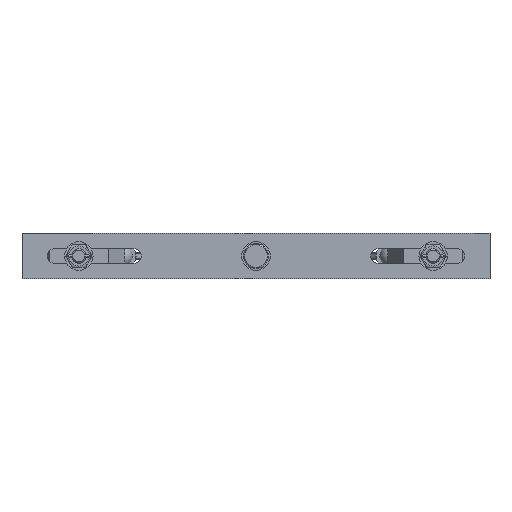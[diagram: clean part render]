
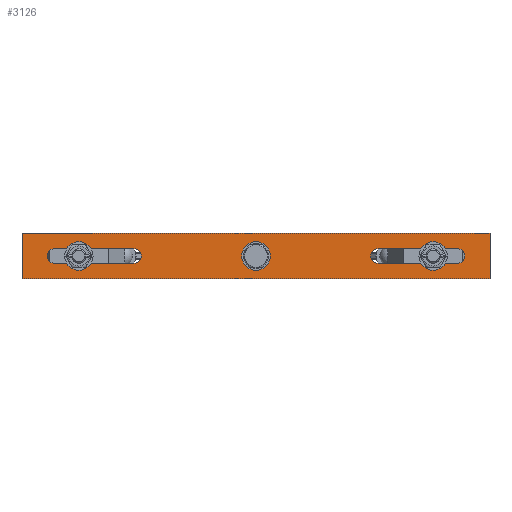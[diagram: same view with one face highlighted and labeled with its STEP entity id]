
A CAD part, front view. The second image highlights one B-rep face of the part: STEP entity #3126.
In plain terms, the highlighted planar face has unit normal (0, -1, 0).
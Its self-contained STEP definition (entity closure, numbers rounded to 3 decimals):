
#423 = CARTESIAN_POINT ( 'NONE',  ( 197.5, -19.05, -19.05 ) ) ;
#3043 = EDGE_LOOP ( 'NONE', ( #71745, #107107, #19076, #32595 ) ) ;
#3126 = ADVANCED_FACE ( 'NONE', ( #41794, #89797, #56408, #44702 ), #64739, .F. ) ;
#4343 = DIRECTION ( 'NONE',  ( 0., 1., 0. ) ) ;
#4356 = VERTEX_POINT ( 'NONE', #99251 ) ;
#4566 = DIRECTION ( 'NONE',  ( 0., 0., -1. ) ) ;
#4792 = AXIS2_PLACEMENT_3D ( 'NONE', #35285, #72590, #92050 ) ;
#6352 = CARTESIAN_POINT ( 'NONE',  ( 170., -19.05, -6.25 ) ) ;
#7201 = VECTOR ( 'NONE', #54150, 1000. ) ;
#10554 = CIRCLE ( 'NONE', #61093, 6.25 ) ;
#12105 = ORIENTED_EDGE ( 'NONE', *, *, #50093, .T. ) ;
#12119 = CARTESIAN_POINT ( 'NONE',  ( 0., -19.05, -6.25 ) ) ;
#12259 = LINE ( 'NONE', #98499, #112556 ) ;
#12429 = DIRECTION ( 'NONE',  ( 0., 1., 0. ) ) ;
#13005 = CARTESIAN_POINT ( 'NONE',  ( 170., -19.05, 6.25 ) ) ;
#13217 = DIRECTION ( 'NONE',  ( 0., 0., 1. ) ) ;
#13601 = DIRECTION ( 'NONE',  ( 0., 0., 1. ) ) ;
#15106 = EDGE_CURVE ( 'NONE', #120113, #55965, #24085, .T. ) ;
#15505 = EDGE_CURVE ( 'NONE', #4356, #118114, #90956, .T. ) ;
#17645 = DIRECTION ( 'NONE',  ( 0., 0., 1. ) ) ;
#19076 = ORIENTED_EDGE ( 'NONE', *, *, #15106, .F. ) ;
#22795 = CARTESIAN_POINT ( 'NONE',  ( -197.5, -19.05, 19.05 ) ) ;
#24085 = LINE ( 'NONE', #55595, #27121 ) ;
#25110 = EDGE_CURVE ( 'NONE', #38574, #4356, #31171, .T. ) ;
#25444 = DIRECTION ( 'NONE',  ( 0., 0., 1. ) ) ;
#26407 = VERTEX_POINT ( 'NONE', #6352 ) ;
#27121 = VECTOR ( 'NONE', #101425, 1000. ) ;
#28620 = VECTOR ( 'NONE', #104826, 1000. ) ;
#31171 = LINE ( 'NONE', #118287, #81944 ) ;
#31197 = CIRCLE ( 'NONE', #113028, 6.25 ) ;
#32595 = ORIENTED_EDGE ( 'NONE', *, *, #50392, .T. ) ;
#33070 = CIRCLE ( 'NONE', #4792, 6.25 ) ;
#35285 = CARTESIAN_POINT ( 'NONE',  ( 0., -19.05, 0. ) ) ;
#36378 = VECTOR ( 'NONE', #4566, 1000. ) ;
#37397 = CARTESIAN_POINT ( 'NONE',  ( 197.5, -19.05, 19.05 ) ) ;
#38021 = EDGE_LOOP ( 'NONE', ( #57662, #67930 ) ) ;
#38171 = ORIENTED_EDGE ( 'NONE', *, *, #25110, .T. ) ;
#38318 = CARTESIAN_POINT ( 'NONE',  ( 197.5, -19.05, 19.05 ) ) ;
#38574 = VERTEX_POINT ( 'NONE', #107715 ) ;
#39516 = CARTESIAN_POINT ( 'NONE',  ( -103., -19.05, -6.25 ) ) ;
#41387 = VECTOR ( 'NONE', #119150, 1000. ) ;
#41587 = AXIS2_PLACEMENT_3D ( 'NONE', #119497, #63945, #17645 ) ;
#41794 = FACE_BOUND ( 'NONE', #97424, .T. ) ;
#43244 = CARTESIAN_POINT ( 'NONE',  ( 103., -19.05, 6.25 ) ) ;
#43818 = VERTEX_POINT ( 'NONE', #13005 ) ;
#44702 = FACE_OUTER_BOUND ( 'NONE', #3043, .T. ) ;
#46560 = VERTEX_POINT ( 'NONE', #74974 ) ;
#49816 = EDGE_CURVE ( 'NONE', #51721, #46560, #33070, .T. ) ;
#50093 = EDGE_CURVE ( 'NONE', #93235, #38574, #80946, .T. ) ;
#50392 = EDGE_CURVE ( 'NONE', #120113, #66158, #51845, .T. ) ;
#51721 = VERTEX_POINT ( 'NONE', #12119 ) ;
#51845 = LINE ( 'NONE', #38318, #28620 ) ;
#53010 = ORIENTED_EDGE ( 'NONE', *, *, #84797, .T. ) ;
#53387 = EDGE_CURVE ( 'NONE', #46560, #51721, #31197, .T. ) ;
#54150 = DIRECTION ( 'NONE',  ( 1., 0., 0. ) ) ;
#54786 = DIRECTION ( 'NONE',  ( 0., 1., 0. ) ) ;
#55595 = CARTESIAN_POINT ( 'NONE',  ( 197.5, -19.05, 19.05 ) ) ;
#55965 = VERTEX_POINT ( 'NONE', #423 ) ;
#56206 = CARTESIAN_POINT ( 'NONE',  ( -197.5, -19.05, 19.05 ) ) ;
#56408 = FACE_BOUND ( 'NONE', #38021, .T. ) ;
#56651 = CARTESIAN_POINT ( 'NONE',  ( 197.5, -19.05, 19.05 ) ) ;
#57662 = ORIENTED_EDGE ( 'NONE', *, *, #53387, .T. ) ;
#60915 = LINE ( 'NONE', #110514, #7201 ) ;
#61093 = AXIS2_PLACEMENT_3D ( 'NONE', #110744, #54786, #81578 ) ;
#61483 = CARTESIAN_POINT ( 'NONE',  ( -170., -19.05, -6.25 ) ) ;
#63507 = CARTESIAN_POINT ( 'NONE',  ( -197.5, -19.05, -19.05 ) ) ;
#63945 = DIRECTION ( 'NONE',  ( 0., 1., 0. ) ) ;
#64341 = EDGE_CURVE ( 'NONE', #55965, #74075, #84934, .T. ) ;
#64739 = PLANE ( 'NONE',  #85347 ) ;
#64853 = CARTESIAN_POINT ( 'NONE',  ( 103., -19.05, -6.25 ) ) ;
#66001 = ORIENTED_EDGE ( 'NONE', *, *, #105188, .T. ) ;
#66158 = VERTEX_POINT ( 'NONE', #56206 ) ;
#67008 = CIRCLE ( 'NONE', #71061, 6.25 ) ;
#67261 = VERTEX_POINT ( 'NONE', #43244 ) ;
#67930 = ORIENTED_EDGE ( 'NONE', *, *, #49816, .T. ) ;
#68057 = CARTESIAN_POINT ( 'NONE',  ( -170., -19.05, 0. ) ) ;
#68853 = EDGE_CURVE ( 'NONE', #66158, #74075, #72666, .T. ) ;
#71061 = AXIS2_PLACEMENT_3D ( 'NONE', #107349, #4343, #13601 ) ;
#71745 = ORIENTED_EDGE ( 'NONE', *, *, #68853, .T. ) ;
#72590 = DIRECTION ( 'NONE',  ( 0., 1., 0. ) ) ;
#72666 = LINE ( 'NONE', #22795, #36378 ) ;
#73202 = ORIENTED_EDGE ( 'NONE', *, *, #100309, .T. ) ;
#73313 = EDGE_LOOP ( 'NONE', ( #66001, #12105, #38171, #115482 ) ) ;
#73826 = EDGE_CURVE ( 'NONE', #43818, #26407, #67008, .T. ) ;
#74062 = DIRECTION ( 'NONE',  ( 0., 0., 1. ) ) ;
#74075 = VERTEX_POINT ( 'NONE', #63507 ) ;
#74974 = CARTESIAN_POINT ( 'NONE',  ( 0., -19.05, 6.25 ) ) ;
#76522 = VERTEX_POINT ( 'NONE', #103835 ) ;
#80946 = CIRCLE ( 'NONE', #102705, 6.25 ) ;
#81578 = DIRECTION ( 'NONE',  ( 0., 0., 1. ) ) ;
#81944 = VECTOR ( 'NONE', #90722, 1000. ) ;
#82082 = ORIENTED_EDGE ( 'NONE', *, *, #96556, .T. ) ;
#82282 = CARTESIAN_POINT ( 'NONE',  ( 197.5, -19.05, -19.05 ) ) ;
#84797 = EDGE_CURVE ( 'NONE', #76522, #67261, #10554, .T. ) ;
#84934 = LINE ( 'NONE', #82282, #41387 ) ;
#85347 = AXIS2_PLACEMENT_3D ( 'NONE', #56651, #92726, #74062 ) ;
#86035 = VECTOR ( 'NONE', #110320, 1000. ) ;
#88950 = LINE ( 'NONE', #64853, #86035 ) ;
#89797 = FACE_BOUND ( 'NONE', #73313, .T. ) ;
#90722 = DIRECTION ( 'NONE',  ( 1., 0., 0. ) ) ;
#90798 = CARTESIAN_POINT ( 'NONE',  ( 0., -19.05, 0. ) ) ;
#90956 = CIRCLE ( 'NONE', #41587, 6.25 ) ;
#92050 = DIRECTION ( 'NONE',  ( 0., 0., 1. ) ) ;
#92726 = DIRECTION ( 'NONE',  ( 0., 1., 0. ) ) ;
#93235 = VERTEX_POINT ( 'NONE', #61483 ) ;
#96556 = EDGE_CURVE ( 'NONE', #26407, #76522, #88950, .T. ) ;
#97424 = EDGE_LOOP ( 'NONE', ( #107644, #82082, #53010, #73202 ) ) ;
#98499 = CARTESIAN_POINT ( 'NONE',  ( -103., -19.05, -6.25 ) ) ;
#98893 = DIRECTION ( 'NONE',  ( -1., 0., 0. ) ) ;
#99251 = CARTESIAN_POINT ( 'NONE',  ( -103., -19.05, 6.25 ) ) ;
#100309 = EDGE_CURVE ( 'NONE', #67261, #43818, #60915, .T. ) ;
#101425 = DIRECTION ( 'NONE',  ( 0., 0., -1. ) ) ;
#102705 = AXIS2_PLACEMENT_3D ( 'NONE', #68057, #12429, #13217 ) ;
#103835 = CARTESIAN_POINT ( 'NONE',  ( 103., -19.05, -6.25 ) ) ;
#104826 = DIRECTION ( 'NONE',  ( -1., 0., 0. ) ) ;
#105188 = EDGE_CURVE ( 'NONE', #118114, #93235, #12259, .T. ) ;
#107107 = ORIENTED_EDGE ( 'NONE', *, *, #64341, .F. ) ;
#107349 = CARTESIAN_POINT ( 'NONE',  ( 170., -19.05, 0. ) ) ;
#107644 = ORIENTED_EDGE ( 'NONE', *, *, #73826, .T. ) ;
#107715 = CARTESIAN_POINT ( 'NONE',  ( -170., -19.05, 6.25 ) ) ;
#109855 = DIRECTION ( 'NONE',  ( 0., 1., 0. ) ) ;
#110320 = DIRECTION ( 'NONE',  ( -1., 0., 0. ) ) ;
#110514 = CARTESIAN_POINT ( 'NONE',  ( 103., -19.05, 6.25 ) ) ;
#110744 = CARTESIAN_POINT ( 'NONE',  ( 103., -19.05, 0. ) ) ;
#112556 = VECTOR ( 'NONE', #98893, 1000. ) ;
#113028 = AXIS2_PLACEMENT_3D ( 'NONE', #90798, #109855, #25444 ) ;
#115482 = ORIENTED_EDGE ( 'NONE', *, *, #15505, .T. ) ;
#118114 = VERTEX_POINT ( 'NONE', #39516 ) ;
#118287 = CARTESIAN_POINT ( 'NONE',  ( -103., -19.05, 6.25 ) ) ;
#119150 = DIRECTION ( 'NONE',  ( -1., 0., 0. ) ) ;
#119497 = CARTESIAN_POINT ( 'NONE',  ( -103., -19.05, 0. ) ) ;
#120113 = VERTEX_POINT ( 'NONE', #37397 ) ;
